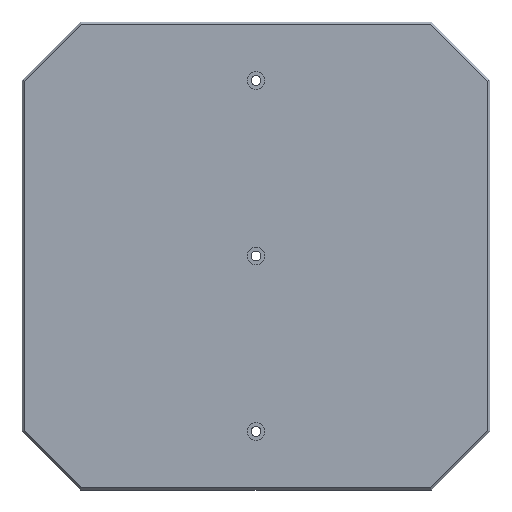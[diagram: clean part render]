
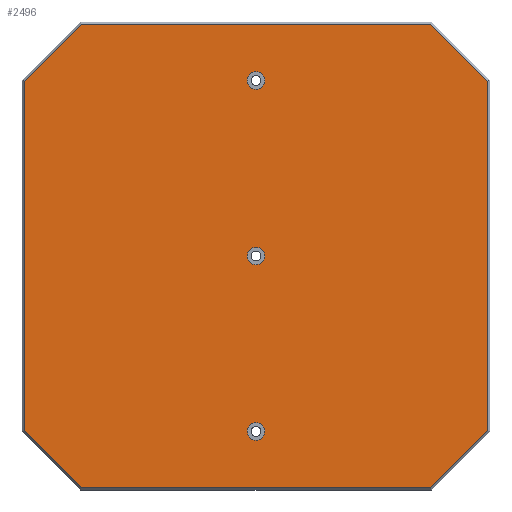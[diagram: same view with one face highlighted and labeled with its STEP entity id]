
A CAD part, top view. The second image highlights one B-rep face of the part: STEP entity #2496.
In plain terms, the highlighted planar face has unit normal (0, 0, 1).
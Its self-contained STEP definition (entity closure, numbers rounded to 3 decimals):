
#1304=VERTEX_POINT('',#3681);
#1310=EDGE_CURVE('',#1366,#1480,#3687,.T.);
#1332=VERTEX_POINT('',#3713);
#1352=VERTEX_POINT('',#3736);
#1366=VERTEX_POINT('',#3751);
#1430=EDGE_CURVE('',#3206,#1968,#3821,.T.);
#1480=VERTEX_POINT('',#3881);
#1886=EDGE_CURVE('',#3248,#1304,#4334,.T.);
#1968=VERTEX_POINT('',#4426);
#2086=EDGE_CURVE('',#2854,#3328,#4555,.T.);
#2098=EDGE_CURVE('',#1480,#2990,#4569,.T.);
#2170=VERTEX_POINT('',#4649);
#2228=EDGE_CURVE('',#1304,#3248,#4712,.T.);
#2428=VERTEX_POINT('',#4936);
#2474=EDGE_CURVE('',#3404,#2170,#4988,.T.);
#2496=ADVANCED_FACE('',(#5011,#5012,#5013,#5014),#5015,.F.);
#2738=EDGE_CURVE('',#1968,#1352,#5282,.T.);
#2852=EDGE_CURVE('',#2170,#3404,#5416,.T.);
#2854=VERTEX_POINT('',#5418);
#2858=EDGE_CURVE('',#3328,#2854,#5422,.T.);
#2884=EDGE_CURVE('',#2428,#1366,#5451,.T.);
#2952=EDGE_CURVE('',#1352,#1332,#5527,.T.);
#2990=VERTEX_POINT('',#5569);
#3138=EDGE_CURVE('',#2990,#3206,#5744,.T.);
#3206=VERTEX_POINT('',#5824);
#3248=VERTEX_POINT('',#5870);
#3328=VERTEX_POINT('',#5956);
#3390=EDGE_CURVE('',#1332,#2428,#6030,.T.);
#3404=VERTEX_POINT('',#6044);
#3681=CARTESIAN_POINT('',(7.5,-150.0,40.1));
#3687=LINE('',#6379,#6380);
#3713=CARTESIAN_POINT('',(-149.172,-198.0,40.1));
#3736=CARTESIAN_POINT('',(149.172,-198.0,40.1));
#3751=CARTESIAN_POINT('',(-198.0,149.172,40.1));
#3821=LINE('',#6558,#6559);
#3881=CARTESIAN_POINT('',(-149.172,198.0,40.1));
#4334=CIRCLE('',#7215,7.5);
#4426=CARTESIAN_POINT('',(198.0,-149.172,40.1));
#4555=CIRCLE('',#7507,7.5);
#4569=LINE('',#7523,#7524);
#4649=CARTESIAN_POINT('',(7.5,150.,40.1));
#4712=CIRCLE('',#7706,7.5);
#4936=CARTESIAN_POINT('',(-198.0,-149.172,40.1));
#4988=CIRCLE('',#8065,7.5);
#5011=FACE_BOUND('',#8098,.T.);
#5012=FACE_BOUND('',#8099,.T.);
#5013=FACE_BOUND('',#8100,.T.);
#5014=FACE_OUTER_BOUND('',#8101,.T.);
#5015=PLANE('',#8102);
#5282=LINE('',#8459,#8460);
#5416=CIRCLE('',#8634,7.5);
#5418=CARTESIAN_POINT('',(7.5,0.,40.1));
#5422=CIRCLE('',#8643,7.5);
#5451=LINE('',#8679,#8680);
#5527=LINE('',#8787,#8788);
#5569=CARTESIAN_POINT('',(149.172,198.0,40.1));
#5744=LINE('',#9057,#9058);
#5824=CARTESIAN_POINT('',(198.0,149.172,40.1));
#5870=CARTESIAN_POINT('',(-7.5,-150.0,40.1));
#5956=CARTESIAN_POINT('',(-7.5,0.,40.1));
#6030=LINE('',#9416,#9417);
#6044=CARTESIAN_POINT('',(-7.5,150.,40.1));
#6379=CARTESIAN_POINT('',(-198.586,148.586,40.1));
#6380=VECTOR('',#9840,1.0);
#6558=CARTESIAN_POINT('',(198.0,150.0,40.1));
#6559=VECTOR('',#10014,1.0);
#7215=AXIS2_PLACEMENT_3D('',#10732,#10733,#10734);
#7507=AXIS2_PLACEMENT_3D('',#11038,#11039,#11040);
#7523=CARTESIAN_POINT('',(-150.0,198.0,40.1));
#7524=VECTOR('',#11060,1.0);
#7706=AXIS2_PLACEMENT_3D('',#11239,#11240,#11241);
#8065=AXIS2_PLACEMENT_3D('',#11610,#11611,#11612);
#8098=EDGE_LOOP('',(#11632,#11633));
#8099=EDGE_LOOP('',(#11634,#11635));
#8100=EDGE_LOOP('',(#11636,#11637));
#8101=EDGE_LOOP('',(#11638,#11639,#11640,#11641,#11642,#11643,#11644,#11645));
#8102=AXIS2_PLACEMENT_3D('',#11646,#11647,#11648);
#8459=CARTESIAN_POINT('',(198.586,-148.586,40.1));
#8460=VECTOR('',#11963,1.0);
#8634=AXIS2_PLACEMENT_3D('',#12185,#12186,#12187);
#8643=AXIS2_PLACEMENT_3D('',#12189,#12190,#12191);
#8679=CARTESIAN_POINT('',(-198.0,-150.0,40.1));
#8680=VECTOR('',#12229,1.0);
#8787=CARTESIAN_POINT('',(150.0,-198.0,40.1));
#8788=VECTOR('',#12321,1.0);
#9057=CARTESIAN_POINT('',(148.586,198.586,40.1));
#9058=VECTOR('',#12629,1.0);
#9416=CARTESIAN_POINT('',(-148.586,-198.586,40.1));
#9417=VECTOR('',#13040,1.0);
#9840=DIRECTION('',(0.707,0.707,0.0));
#10014=DIRECTION('',(0.0,-1.0,0.0));
#10732=CARTESIAN_POINT('',(0.0,-150.0,40.1));
#10733=DIRECTION('',(0.0,0.0,-1.0));
#10734=DIRECTION('',(1.0,0.0,0.0));
#11038=CARTESIAN_POINT('',(0.0,0.,40.1));
#11039=DIRECTION('',(0.0,0.0,-1.0));
#11040=DIRECTION('',(1.0,0.0,0.0));
#11060=DIRECTION('',(1.0,0.0,0.0));
#11239=CARTESIAN_POINT('',(0.0,-150.0,40.1));
#11240=DIRECTION('',(0.0,0.0,-1.0));
#11241=DIRECTION('',(1.0,0.0,0.0));
#11610=CARTESIAN_POINT('',(0.0,150.,40.1));
#11611=DIRECTION('',(0.0,0.0,-1.0));
#11612=DIRECTION('',(1.0,0.0,0.0));
#11632=ORIENTED_EDGE('',*,*,#2086,.T.);
#11633=ORIENTED_EDGE('',*,*,#2858,.T.);
#11634=ORIENTED_EDGE('',*,*,#2228,.T.);
#11635=ORIENTED_EDGE('',*,*,#1886,.T.);
#11636=ORIENTED_EDGE('',*,*,#2852,.T.);
#11637=ORIENTED_EDGE('',*,*,#2474,.T.);
#11638=ORIENTED_EDGE('',*,*,#2738,.F.);
#11639=ORIENTED_EDGE('',*,*,#1430,.F.);
#11640=ORIENTED_EDGE('',*,*,#3138,.F.);
#11641=ORIENTED_EDGE('',*,*,#2098,.F.);
#11642=ORIENTED_EDGE('',*,*,#1310,.F.);
#11643=ORIENTED_EDGE('',*,*,#2884,.F.);
#11644=ORIENTED_EDGE('',*,*,#3390,.F.);
#11645=ORIENTED_EDGE('',*,*,#2952,.F.);
#11646=CARTESIAN_POINT('',(0.,0.,40.1));
#11647=DIRECTION('',(0.0,0.0,-1.0));
#11648=DIRECTION('',(1.0,0.0,0.0));
#11963=DIRECTION('',(-0.707,-0.707,0.0));
#12185=CARTESIAN_POINT('',(0.0,150.,40.1));
#12186=DIRECTION('',(0.0,0.0,-1.0));
#12187=DIRECTION('',(1.0,0.0,0.0));
#12189=CARTESIAN_POINT('',(0.0,0.,40.1));
#12190=DIRECTION('',(0.0,0.0,-1.0));
#12191=DIRECTION('',(1.0,0.0,0.0));
#12229=DIRECTION('',(0.0,1.0,0.0));
#12321=DIRECTION('',(-1.0,0.0,0.0));
#12629=DIRECTION('',(0.707,-0.707,0.0));
#13040=DIRECTION('',(-0.707,0.707,0.0));
